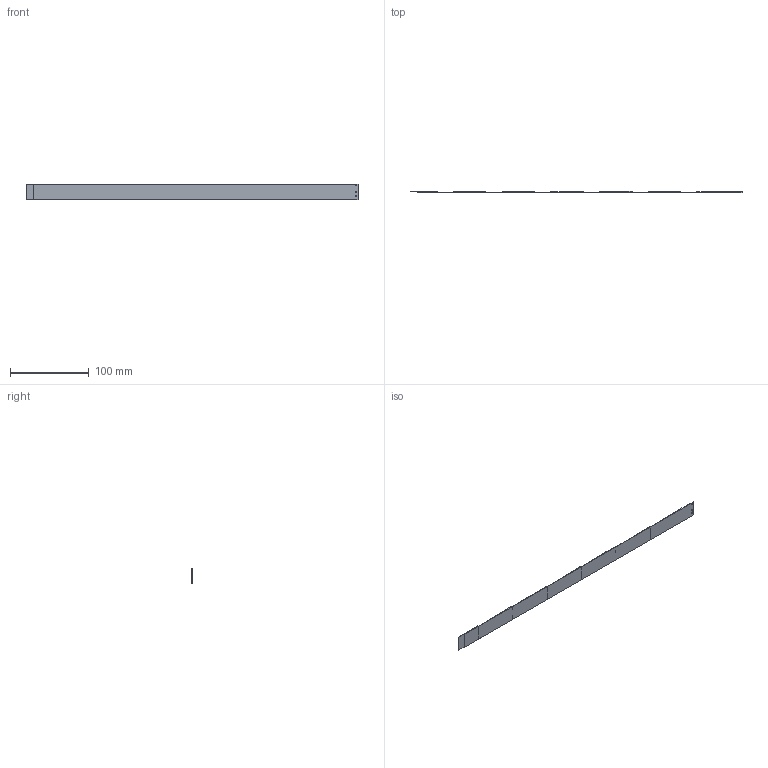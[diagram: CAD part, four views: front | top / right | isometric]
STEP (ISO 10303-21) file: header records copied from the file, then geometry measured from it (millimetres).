
FILE_DESCRIPTION((''),'2;1');
FILE_NAME('New TMT - C Side.stp','2005-10-05T09:37:22',(''),(''),'Mechanical Desktop 2006','Mechanical Desktop 2006',', , ');
FILE_SCHEMA(('CONFIG_CONTROL_DESIGN'));
Length unit declared in the file: millimetre
Products named in the file (2): NEW TMT - C SIDE; TMT - C SIDE
Assembly tree (1 placements, depth 2):
  NEW TMT - C SIDE
    TMT - C SIDE
Bounding box: 420.9 x 1.6 x 20 mm (x, y, z)
Volume: 8598.5 mm3; surface area: 17905.3 mm2
Topology: 1 solids, 1 shells, 27 faces, 74 edges, 50 vertices
Faces by surface type: plane 22, cylinder 4, sphere 1
Entity records: 975 total; most frequent: CARTESIAN_POINT 153, ORIENTED_EDGE 148, DIRECTION 142, EDGE_CURVE 74, VECTOR 64, LINE 64, VERTEX_POINT 50, AXIS2_PLACEMENT_3D 39
